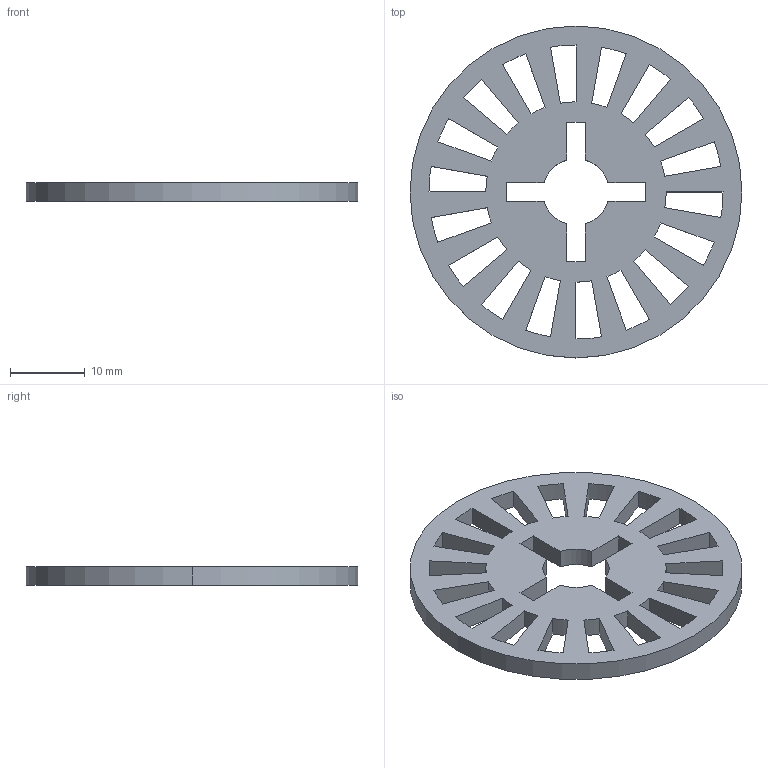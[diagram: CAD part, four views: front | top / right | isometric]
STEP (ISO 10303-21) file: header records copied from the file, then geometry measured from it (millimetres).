
FILE_DESCRIPTION (( 'STEP AP203' ), '1' );
FILE_NAME ('EncoderWheel.STEP', '2012-03-25T05:55:23', ( '' ), ( '' ), 'SwSTEP 2.0', 'SolidWorks 2010', '' );
FILE_SCHEMA (( 'CONFIG_CONTROL_DESIGN' ));
Length unit declared in the file: inch
Products named in the file (1): EncoderWheel
Bounding box: 44.45 x 44.45 x 2.54 mm (x, y, z)
Volume: 2690.7 mm3; surface area: 3597.3 mm2
Topology: 1 solids, 1 shells, 92 faces, 270 edges, 180 vertices
Faces by surface type: plane 50, cylinder 42
Entity records: 3233 total; most frequent: CARTESIAN_POINT 543, DIRECTION 540, ORIENTED_EDGE 540, EDGE_CURVE 270, LINE 186, VECTOR 186, VERTEX_POINT 180, AXIS2_PLACEMENT_3D 177
